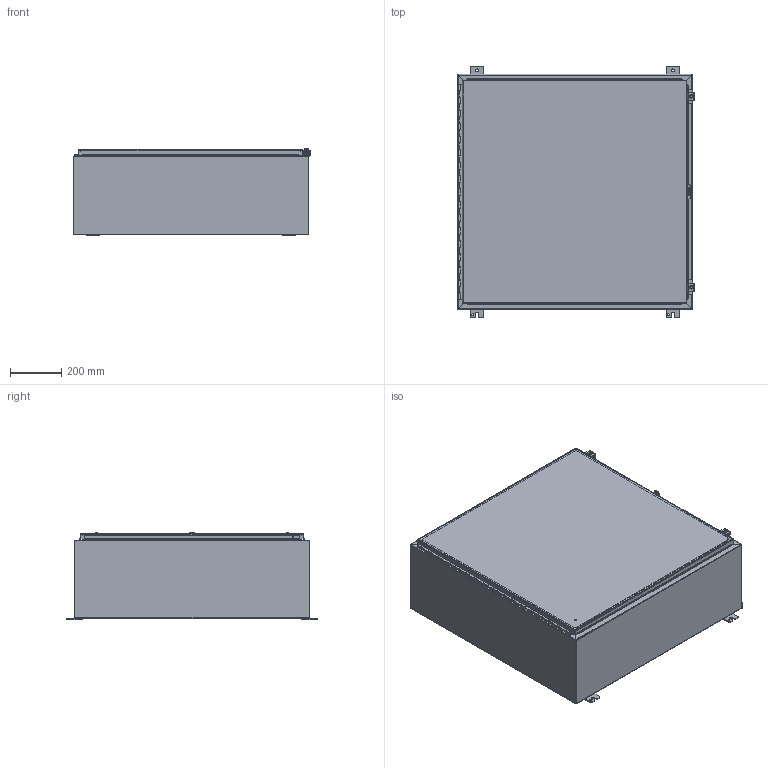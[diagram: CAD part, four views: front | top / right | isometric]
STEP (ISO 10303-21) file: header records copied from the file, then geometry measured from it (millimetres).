
FILE_DESCRIPTION((''),'2;1');
FILE_NAME('N12363612.stp','2012-02-20T15:51:49',('dnichola'),(''),'Autodesk Inventor 2012','Autodesk Inventor 2012','');
FILE_SCHEMA(('AUTOMOTIVE_DESIGN { 1 0 10303 214 1 1 1 1 }'));
Length unit declared in the file: inch
Products named in the file (20): N12363612; 34840; 38413; N123612TB; N12363612BLR; 34x34; 38846; 3293; N123636LID; 328134; 328134T; 328134L; 328134P; 30823; 30824; 30824-1; HFW30825-2; HFW30825-3; HFW30825-4; 3889
Assembly tree (32 placements, depth 3):
  N12363612
    34840  x4
    38413
    N123612TB  x2
    N12363612BLR
    34x34
    38846
    3293
    N123636LID
    328134
      328134T
      328134L
      328134P
    30823  x2
    30824  x2
      30824-1
      HFW30825-2
      HFW30825-3
      HFW30825-4
    3889  x8
Bounding box: 922.29 x 977.9 x 340.62 mm (x, y, z)
Volume: 6000362.7 mm3; surface area: 6247543.9 mm2
Topology: 33 solids, 33 shells, 998 faces, 2550 edges, 1644 vertices
Faces by surface type: plane 589, cylinder 304, bspline 63, torus 16, cone 14, sphere 12
Full cylindrical faces by diameter (mm): 2.794 x6, 2.921 x2, 3.048 x1, 3.967 x1, 5.359 x2, 6.35 x3, 7.137 x2, 7.95 x4, 8.382 x16, 8.56 x1, 8.89 x2, 11.125 x4, 12.7 x3, 13.208 x2, 15.875 x8
Entity records: 25532 total; most frequent: CARTESIAN_POINT 6426, ORIENTED_EDGE 3784, DIRECTION 3780, EDGE_CURVE 1892, VECTOR 1320, LINE 1320, VERTEX_POINT 1240, AXIS2_PLACEMENT_3D 1230
